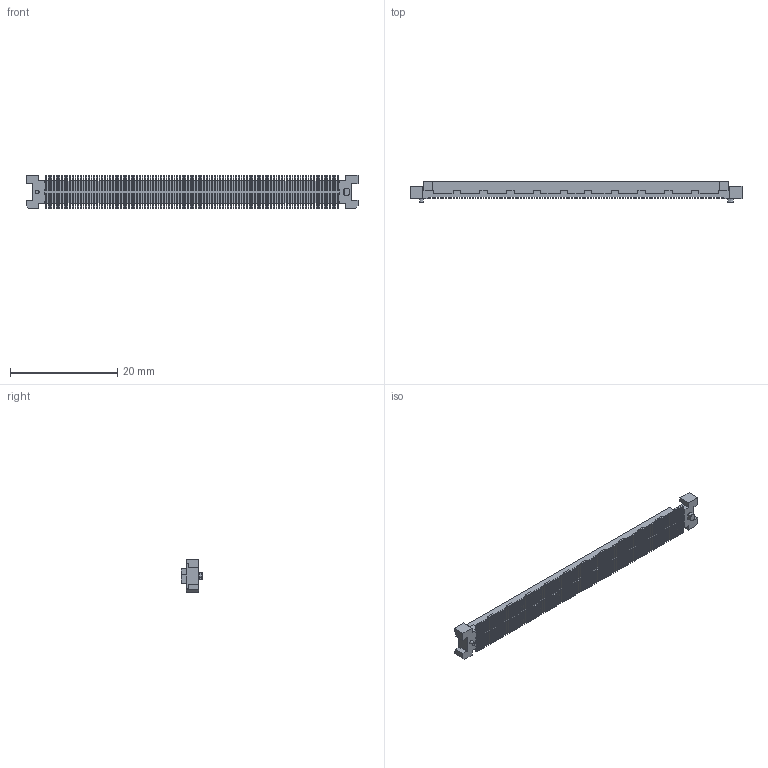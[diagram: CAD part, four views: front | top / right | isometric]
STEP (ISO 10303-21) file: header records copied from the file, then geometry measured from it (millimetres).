
FILE_DESCRIPTION((''),'2;1');
FILE_NAME('JP1','2019-10-30T',('RD-4'),(''),'PRO/ENGINEER BY PARAMETRIC TECHNOLOGY CORPORATION, 2008380','PRO/ENGINEER BY PARAMETRIC TECHNOLOGY CORPORATION, 2008380','');
FILE_SCHEMA(('CONFIG_CONTROL_DESIGN'));
Length unit declared in the file: millimetre
Products named in the file (1): JP1
Bounding box: 61.95 x 4 x 6.2 mm (x, y, z)
Volume: 493.4 mm3; surface area: 1738.4 mm2
Topology: 1 solids, 1 shells, 1986 faces, 5036 edges, 3062 vertices
Faces by surface type: plane 1976, cylinder 4, extrusion 2, bspline 2, torus 2
Entity records: 57457 total; most frequent: CARTESIAN_POINT 10231, ORIENTED_EDGE 10072, DIRECTION 9000, EDGE_CURVE 5036, VECTOR 5020, LINE 5018, VERTEX_POINT 3062, EDGE_LOOP 1996
